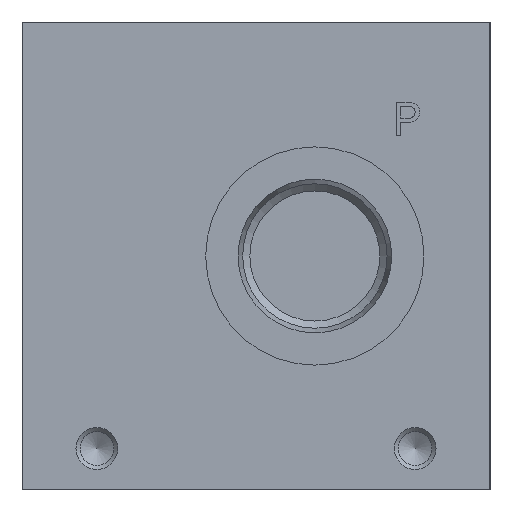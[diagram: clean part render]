
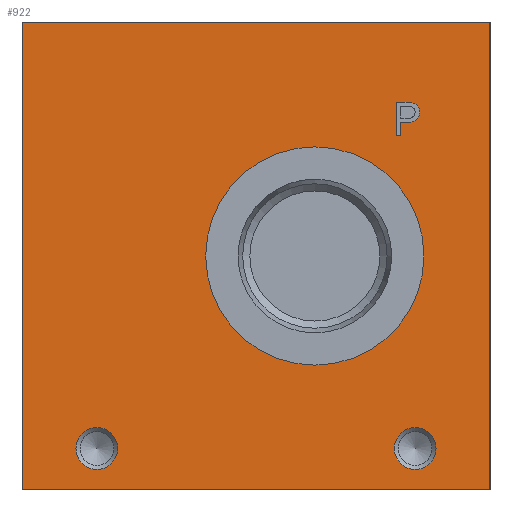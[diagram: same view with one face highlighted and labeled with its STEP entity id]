
A CAD part, left-side view. The second image highlights one B-rep face of the part: STEP entity #922.
In plain terms, the highlighted planar face has unit normal (-1, 0, 0).
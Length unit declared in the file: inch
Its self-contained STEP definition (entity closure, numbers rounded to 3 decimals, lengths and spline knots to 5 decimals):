
#922 = ADVANCED_FACE( '', ( #2192, #2193, #2194, #2195, #2196 ), #2197, .F. );
#2192 = FACE_BOUND( '', #3881, .T. );
#2193 = FACE_BOUND( '', #3882, .T. );
#2194 = FACE_BOUND( '', #3883, .T. );
#2195 = FACE_BOUND( '', #3884, .T. );
#2196 = FACE_OUTER_BOUND( '', #3885, .T. );
#2197 = PLANE( '', #3886 );
#3881 = EDGE_LOOP( '', ( #6490, #6491, #6492, #6493, #6494, #6495 ) );
#3882 = EDGE_LOOP( '', ( #6496 ) );
#3883 = EDGE_LOOP( '', ( #6497 ) );
#3884 = EDGE_LOOP( '', ( #6498 ) );
#3885 = EDGE_LOOP( '', ( #6499, #6500, #6501, #6502 ) );
#3886 = AXIS2_PLACEMENT_3D( '', #6503, #6504, #6505 );
#6490 = ORIENTED_EDGE( '', *, *, #8869, .F. );
#6491 = ORIENTED_EDGE( '', *, *, #9636, .F. );
#6492 = ORIENTED_EDGE( '', *, *, #9637, .F. );
#6493 = ORIENTED_EDGE( '', *, *, #9638, .F. );
#6494 = ORIENTED_EDGE( '', *, *, #9164, .F. );
#6495 = ORIENTED_EDGE( '', *, *, #9185, .F. );
#6496 = ORIENTED_EDGE( '', *, *, #8920, .T. );
#6497 = ORIENTED_EDGE( '', *, *, #9639, .T. );
#6498 = ORIENTED_EDGE( '', *, *, #9640, .T. );
#6499 = ORIENTED_EDGE( '', *, *, #9501, .F. );
#6500 = ORIENTED_EDGE( '', *, *, #8930, .F. );
#6501 = ORIENTED_EDGE( '', *, *, #9641, .F. );
#6502 = ORIENTED_EDGE( '', *, *, #9642, .F. );
#6503 = CARTESIAN_POINT( '', ( 0., 0., 0. ) );
#6504 = DIRECTION( '', ( 1., 0., 0. ) );
#6505 = DIRECTION( '', ( 0., 0., -1. ) );
#8869 = EDGE_CURVE( '', #10411, #10412, #10413, .T. );
#8920 = EDGE_CURVE( '', #10500, #10500, #10501, .T. );
#8930 = EDGE_CURVE( '', #10517, #10518, #10519, .T. );
#9164 = EDGE_CURVE( '', #10921, #10922, #10923, .T. );
#9185 = EDGE_CURVE( '', #10412, #10921, #10954, .T. );
#9501 = EDGE_CURVE( '', #10518, #11452, #11453, .T. );
#9636 = EDGE_CURVE( '', #11641, #10411, #11642, .T. );
#9637 = EDGE_CURVE( '', #11643, #11641, #11644, .T. );
#9638 = EDGE_CURVE( '', #10922, #11643, #11645, .T. );
#9639 = EDGE_CURVE( '', #11646, #11646, #11647, .T. );
#9640 = EDGE_CURVE( '', #11648, #11648, #11649, .T. );
#9641 = EDGE_CURVE( '', #11650, #10517, #11651, .T. );
#9642 = EDGE_CURVE( '', #11452, #11650, #11652, .T. );
#10411 = VERTEX_POINT( '', #12635 );
#10412 = VERTEX_POINT( '', #12636 );
#10413 = LINE( '', #12637, #12638 );
#10500 = VERTEX_POINT( '', #12754 );
#10501 = CIRCLE( '', #12755, 0.15625 );
#10517 = VERTEX_POINT( '', #12773 );
#10518 = VERTEX_POINT( '', #12774 );
#10519 = LINE( '', #12775, #12776 );
#10921 = VERTEX_POINT( '', #13307 );
#10922 = VERTEX_POINT( '', #13308 );
#10923 = CIRCLE( '', #13309, 0.07363 );
#10954 = LINE( '', #13348, #13349 );
#11452 = VERTEX_POINT( '', #14012 );
#11453 = LINE( '', #14013, #14014 );
#11641 = VERTEX_POINT( '', #14264 );
#11642 = LINE( '', #14265, #14266 );
#11643 = VERTEX_POINT( '', #14267 );
#11644 = LINE( '', #14268, #14269 );
#11645 = LINE( '', #14270, #14271 );
#11646 = VERTEX_POINT( '', #14272 );
#11647 = CIRCLE( '', #14273, 0.15625 );
#11648 = VERTEX_POINT( '', #14274 );
#11649 = CIRCLE( '', #14275, 0.816 );
#11650 = VERTEX_POINT( '', #14276 );
#11651 = LINE( '', #14277, #14278 );
#11652 = LINE( '', #14279, #14280 );
#12635 = CARTESIAN_POINT( '', ( 0., 0.66709, 2.65152 ) );
#12636 = CARTESIAN_POINT( '', ( 0., 0.66709, 2.75178 ) );
#12637 = CARTESIAN_POINT( '', ( 0., 0.66709, 2.65152 ) );
#12638 = VECTOR( '', #15445, 39.37008 );
#12754 = CARTESIAN_POINT( '', ( 0., 0.56, 0.15375 ) );
#12755 = AXIS2_PLACEMENT_3D( '', #15508, #15509, #15510 );
#12773 = CARTESIAN_POINT( '', ( 0., 0., 0. ) );
#12774 = CARTESIAN_POINT( '', ( 0., 3.5, 0. ) );
#12775 = CARTESIAN_POINT( '', ( 0., 0., 0. ) );
#12776 = VECTOR( '', #15525, 39.37008 );
#13307 = CARTESIAN_POINT( '', ( 0., 0.59214, 2.75203 ) );
#13308 = CARTESIAN_POINT( '', ( 0., 0.59594, 2.89887 ) );
#13309 = AXIS2_PLACEMENT_3D( '', #15805, #15806, #15807 );
#13348 = CARTESIAN_POINT( '', ( 0., 0.66709, 2.75178 ) );
#13349 = VECTOR( '', #15840, 39.37008 );
#14012 = CARTESIAN_POINT( '', ( 0., 3.5, 3.5 ) );
#14013 = CARTESIAN_POINT( '', ( 0., 3.5, 0. ) );
#14014 = VECTOR( '', #16210, 39.37008 );
#14264 = CARTESIAN_POINT( '', ( 0., 0.7, 2.65152 ) );
#14265 = CARTESIAN_POINT( '', ( 0., 0.7, 2.65152 ) );
#14266 = VECTOR( '', #16357, 39.37008 );
#14267 = CARTESIAN_POINT( '', ( 0., 0.7, 2.89887 ) );
#14268 = CARTESIAN_POINT( '', ( 0., 0.7, 2.89887 ) );
#14269 = VECTOR( '', #16358, 39.37008 );
#14270 = CARTESIAN_POINT( '', ( 0., 0.59594, 2.89887 ) );
#14271 = VECTOR( '', #16359, 39.37008 );
#14272 = CARTESIAN_POINT( '', ( 0., 2.94, 0.15375 ) );
#14273 = AXIS2_PLACEMENT_3D( '', #16360, #16361, #16362 );
#14274 = CARTESIAN_POINT( '', ( 0., 1.31, 0.934 ) );
#14275 = AXIS2_PLACEMENT_3D( '', #16363, #16364, #16365 );
#14276 = CARTESIAN_POINT( '', ( 0., 0., 3.5 ) );
#14277 = CARTESIAN_POINT( '', ( 0., 0., 3.5 ) );
#14278 = VECTOR( '', #16366, 39.37008 );
#14279 = CARTESIAN_POINT( '', ( 0., 3.5, 3.5 ) );
#14280 = VECTOR( '', #16367, 39.37008 );
#15445 = DIRECTION( '', ( 0., 0., 1. ) );
#15508 = CARTESIAN_POINT( '', ( 0., 0.56, 0.31 ) );
#15509 = DIRECTION( '', ( 1., 0., 0. ) );
#15510 = DIRECTION( '', ( 0., 0., -1. ) );
#15525 = DIRECTION( '', ( 0., 1., 0. ) );
#15805 = CARTESIAN_POINT( '', ( 0., 0.59921, 2.82532 ) );
#15806 = DIRECTION( '', ( -1., 0., 0. ) );
#15807 = DIRECTION( '', ( 0., 0., 1. ) );
#15840 = DIRECTION( '', ( 0., -1., 0.003 ) );
#16210 = DIRECTION( '', ( 0., 0., 1. ) );
#16357 = DIRECTION( '', ( 0., -1., 0. ) );
#16358 = DIRECTION( '', ( 0., 0., -1. ) );
#16359 = DIRECTION( '', ( 0., 1., 0. ) );
#16360 = CARTESIAN_POINT( '', ( 0., 2.94, 0.31 ) );
#16361 = DIRECTION( '', ( 1., 0., 0. ) );
#16362 = DIRECTION( '', ( 0., 0., -1. ) );
#16363 = CARTESIAN_POINT( '', ( 0., 1.31, 1.75 ) );
#16364 = DIRECTION( '', ( 1., 0., 0. ) );
#16365 = DIRECTION( '', ( 0., 0., -1. ) );
#16366 = DIRECTION( '', ( 0., 0., -1. ) );
#16367 = DIRECTION( '', ( 0., -1., 0. ) );
